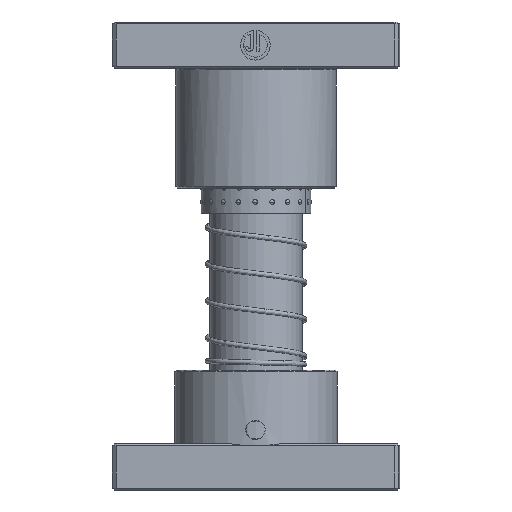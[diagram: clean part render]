
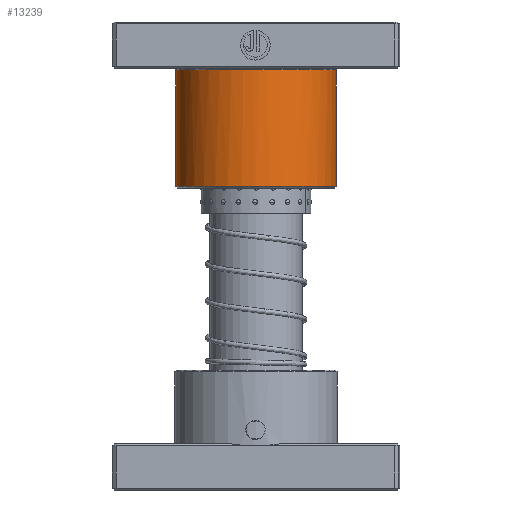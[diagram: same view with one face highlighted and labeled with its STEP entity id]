
A CAD part, front view. The second image highlights one B-rep face of the part: STEP entity #13239.
In plain terms, the highlighted cylindrical face has radius 43.5 mm (diameter 87 mm), a partial arc.
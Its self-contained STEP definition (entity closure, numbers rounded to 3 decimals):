
#1847 = ORIENTED_EDGE ( 'NONE', *, *, #37399, .T. ) ;
#2198 = CIRCLE ( 'NONE', #15124, 43.5 ) ;
#6451 = CARTESIAN_POINT ( 'NONE',  ( 6.503, 43.011, 26. ) ) ;
#6864 = CARTESIAN_POINT ( 'NONE',  ( 2.18, 43.459, 25.893 ) ) ;
#6995 = CIRCLE ( 'NONE', #15574, 43.5 ) ;
#10281 = CYLINDRICAL_SURFACE ( 'NONE', #56050, 43.5 ) ;
#10925 = ORIENTED_EDGE ( 'NONE', *, *, #31688, .T. ) ;
#11780 = CARTESIAN_POINT ( 'NONE',  ( -1.074, 43.5, 25.866 ) ) ;
#11850 = LINE ( 'NONE', #47765, #60763 ) ;
#13109 = CARTESIAN_POINT ( 'NONE',  ( 43.5, 0., 89. ) ) ;
#13239 = ADVANCED_FACE ( 'NONE', ( #36315 ), #10281, .T. ) ;
#14916 = EDGE_CURVE ( 'NONE', #15894, #20246, #6995, .T. ) ;
#15121 = DIRECTION ( 'NONE',  ( 0., 0., -1. ) ) ;
#15124 = AXIS2_PLACEMENT_3D ( 'NONE', #16415, #50607, #21338 ) ;
#15574 = AXIS2_PLACEMENT_3D ( 'NONE', #56117, #26816, #60979 ) ;
#15894 = VERTEX_POINT ( 'NONE', #46819 ) ;
#16415 = CARTESIAN_POINT ( 'NONE',  ( 0., 0., 26. ) ) ;
#16710 = CARTESIAN_POINT ( 'NONE',  ( -4.338, 43.297, 25.961 ) ) ;
#17290 = CARTESIAN_POINT ( 'NONE',  ( -43.5, 0., 89. ) ) ;
#19955 = VECTOR ( 'NONE', #21051, 1000. ) ;
#19987 = ORIENTED_EDGE ( 'NONE', *, *, #30941, .F. ) ;
#20246 = VERTEX_POINT ( 'NONE', #51038 ) ;
#21051 = DIRECTION ( 'NONE',  ( 0., 0., -1. ) ) ;
#21338 = DIRECTION ( 'NONE',  ( 1., 0., 0. ) ) ;
#21629 = CARTESIAN_POINT ( 'NONE',  ( -6.503, 43.011, 26. ) ) ;
#22730 = ORIENTED_EDGE ( 'NONE', *, *, #41007, .T. ) ;
#23421 = DIRECTION ( 'NONE',  ( 0., 0., -1. ) ) ;
#25945 = CARTESIAN_POINT ( 'NONE',  ( -43.5, 0., 90. ) ) ;
#26152 = VERTEX_POINT ( 'NONE', #13109 ) ;
#26816 = DIRECTION ( 'NONE',  ( 0., 0., 1. ) ) ;
#28222 = DIRECTION ( 'NONE',  ( 0., 0., -1. ) ) ;
#30075 = CARTESIAN_POINT ( 'NONE',  ( 0., 0., 90. ) ) ;
#30941 = EDGE_CURVE ( 'NONE', #41812, #51840, #32921, .T. ) ;
#31214 = CARTESIAN_POINT ( 'NONE',  ( 5.424, 43.174, 26. ) ) ;
#31688 = EDGE_CURVE ( 'NONE', #33073, #51840, #2198, .T. ) ;
#32921 = LINE ( 'NONE', #25945, #19955 ) ;
#33073 = VERTEX_POINT ( 'NONE', #62724 ) ;
#36154 = CARTESIAN_POINT ( 'NONE',  ( 4.343, 43.296, 25.961 ) ) ;
#36315 = FACE_OUTER_BOUND ( 'NONE', #44348, .T. ) ;
#37399 = EDGE_CURVE ( 'NONE', #41812, #26152, #52198, .T. ) ;
#39210 = DIRECTION ( 'NONE',  ( -1., 0., 0. ) ) ;
#41007 = EDGE_CURVE ( 'NONE', #26152, #15894, #11850, .T. ) ;
#41026 = CARTESIAN_POINT ( 'NONE',  ( 1.096, 43.5, 25.866 ) ) ;
#41199 = AXIS2_PLACEMENT_3D ( 'NONE', #57506, #28222, #62384 ) ;
#41812 = VERTEX_POINT ( 'NONE', #17290 ) ;
#42957 = ORIENTED_EDGE ( 'NONE', *, *, #14916, .T. ) ;
#44348 = EDGE_LOOP ( 'NONE', ( #1847, #22730, #42957, #53167, #10925, #19987 ) ) ;
#45954 = CARTESIAN_POINT ( 'NONE',  ( -2.161, 43.46, 25.893 ) ) ;
#46819 = CARTESIAN_POINT ( 'NONE',  ( 43.5, 0., 26. ) ) ;
#47765 = CARTESIAN_POINT ( 'NONE',  ( 43.5, 0., 90. ) ) ;
#50077 = B_SPLINE_CURVE_WITH_KNOTS ( 'NONE', 3,
 ( #6451, #31214, #36154, #6864, #41026, #11780, #45954, #16710, #50900, #21629 ),
 .UNSPECIFIED., .F., .F.,
 ( 4, 2, 2, 2, 4 ),
 ( 0., 0.003, 0.007, 0.01, 0.013 ),
 .UNSPECIFIED. ) ;
#50607 = DIRECTION ( 'NONE',  ( 0., 0., 1. ) ) ;
#50900 = CARTESIAN_POINT ( 'NONE',  ( -5.423, 43.174, 26. ) ) ;
#51038 = CARTESIAN_POINT ( 'NONE',  ( 6.503, 43.011, 26. ) ) ;
#51840 = VERTEX_POINT ( 'NONE', #54775 ) ;
#52198 = CIRCLE ( 'NONE', #41199, 43.5 ) ;
#53167 = ORIENTED_EDGE ( 'NONE', *, *, #56697, .T. ) ;
#54775 = CARTESIAN_POINT ( 'NONE',  ( -43.5, 0., 26. ) ) ;
#56050 = AXIS2_PLACEMENT_3D ( 'NONE', #30075, #15121, #39210 ) ;
#56117 = CARTESIAN_POINT ( 'NONE',  ( 0., 0., 26. ) ) ;
#56697 = EDGE_CURVE ( 'NONE', #20246, #33073, #50077, .T. ) ;
#57506 = CARTESIAN_POINT ( 'NONE',  ( 0., 0., 89. ) ) ;
#60763 = VECTOR ( 'NONE', #23421, 1000. ) ;
#60979 = DIRECTION ( 'NONE',  ( 1., 0., 0. ) ) ;
#62384 = DIRECTION ( 'NONE',  ( 1., 0., 0. ) ) ;
#62724 = CARTESIAN_POINT ( 'NONE',  ( -6.503, 43.011, 26. ) ) ;
